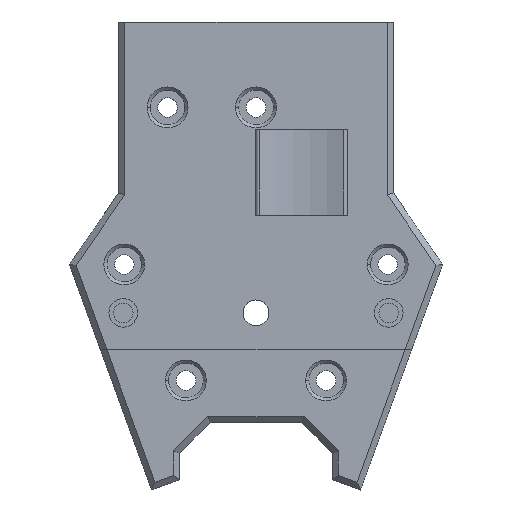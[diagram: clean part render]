
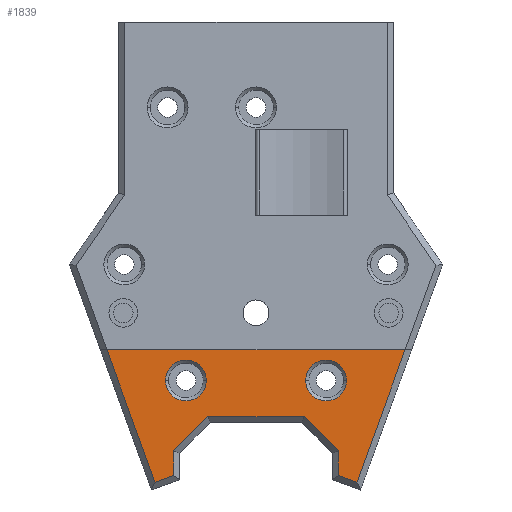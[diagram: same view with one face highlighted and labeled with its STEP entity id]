
A CAD part, top view. The second image highlights one B-rep face of the part: STEP entity #1839.
In plain terms, the highlighted planar face has unit normal (0, 0, 1).
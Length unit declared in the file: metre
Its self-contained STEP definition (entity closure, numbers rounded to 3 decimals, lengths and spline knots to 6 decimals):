
#31=PLANE('',#2015);
#157=LINE('',#2917,#320);
#160=LINE('',#2923,#323);
#164=LINE('',#2932,#327);
#167=LINE('',#2938,#330);
#170=LINE('',#2944,#333);
#171=LINE('',#2946,#334);
#175=LINE('',#2953,#338);
#206=LINE('',#3026,#369);
#207=LINE('',#3028,#370);
#208=LINE('',#3030,#371);
#320=VECTOR('',#2325,1.);
#323=VECTOR('',#2330,1.);
#327=VECTOR('',#2336,1.);
#330=VECTOR('',#2341,1.);
#333=VECTOR('',#2346,1.);
#334=VECTOR('',#2349,1.);
#338=VECTOR('',#2355,1.);
#369=VECTOR('',#2430,1.);
#370=VECTOR('',#2431,1.);
#371=VECTOR('',#2432,1.);
#654=ORIENTED_EDGE('',*,*,#1079,.F.);
#655=ORIENTED_EDGE('',*,*,#1038,.F.);
#656=ORIENTED_EDGE('',*,*,#1078,.T.);
#657=ORIENTED_EDGE('',*,*,#1074,.T.);
#658=ORIENTED_EDGE('',*,*,#1073,.T.);
#659=ORIENTED_EDGE('',*,*,#1070,.T.);
#660=ORIENTED_EDGE('',*,*,#1067,.T.);
#661=ORIENTED_EDGE('',*,*,#1117,.T.);
#662=ORIENTED_EDGE('',*,*,#1118,.F.);
#663=ORIENTED_EDGE('',*,*,#1119,.T.);
#664=ORIENTED_EDGE('',*,*,#1063,.T.);
#665=ORIENTED_EDGE('',*,*,#1060,.T.);
#666=ORIENTED_EDGE('',*,*,#1056,.F.);
#667=ORIENTED_EDGE('',*,*,#1042,.F.);
#1038=EDGE_CURVE('',#1299,#1300,#1434,.T.);
#1042=EDGE_CURVE('',#1303,#1304,#1436,.T.);
#1056=EDGE_CURVE('',#1304,#1303,#1445,.T.);
#1060=EDGE_CURVE('',#1309,#1312,#157,.T.);
#1063=EDGE_CURVE('',#1314,#1309,#160,.T.);
#1067=EDGE_CURVE('',#1316,#1318,#164,.T.);
#1070=EDGE_CURVE('',#1320,#1316,#167,.T.);
#1073=EDGE_CURVE('',#1321,#1320,#170,.T.);
#1074=EDGE_CURVE('',#1323,#1321,#171,.T.);
#1078=EDGE_CURVE('',#1312,#1323,#175,.T.);
#1079=EDGE_CURVE('',#1300,#1299,#1446,.T.);
#1117=EDGE_CURVE('',#1318,#1345,#206,.T.);
#1118=EDGE_CURVE('',#1346,#1345,#207,.T.);
#1119=EDGE_CURVE('',#1346,#1314,#208,.T.);
#1299=VERTEX_POINT('',#2872);
#1300=VERTEX_POINT('',#2874);
#1303=VERTEX_POINT('',#2881);
#1304=VERTEX_POINT('',#2883);
#1309=VERTEX_POINT('',#2911);
#1312=VERTEX_POINT('',#2916);
#1314=VERTEX_POINT('',#2921);
#1316=VERTEX_POINT('',#2927);
#1318=VERTEX_POINT('',#2931);
#1320=VERTEX_POINT('',#2936);
#1321=VERTEX_POINT('',#2941);
#1323=VERTEX_POINT('',#2947);
#1345=VERTEX_POINT('',#3027);
#1346=VERTEX_POINT('',#3029);
#1434=CIRCLE('',#1967,0.00335);
#1436=CIRCLE('',#1970,0.00335);
#1445=CIRCLE('',#1986,0.00335);
#1446=CIRCLE('',#1995,0.00335);
#1558=EDGE_LOOP('',(#654,#655));
#1559=EDGE_LOOP('',(#656,#657,#658,#659,#660,#661,#662,#663,#664,#665));
#1560=EDGE_LOOP('',(#666,#667));
#1697=FACE_BOUND('',#1558,.T.);
#1698=FACE_BOUND('',#1559,.T.);
#1699=FACE_BOUND('',#1560,.T.);
#1839=ADVANCED_FACE('',(#1697,#1698,#1699),#31,.T.);
#1967=AXIS2_PLACEMENT_3D('',#2873,#2273,#2274);
#1970=AXIS2_PLACEMENT_3D('',#2882,#2281,#2282);
#1986=AXIS2_PLACEMENT_3D('',#2908,#2318,#2319);
#1995=AXIS2_PLACEMENT_3D('',#2955,#2358,#2359);
#2015=AXIS2_PLACEMENT_3D('',#3025,#2428,#2429);
#2273=DIRECTION('',(0.,0.,1.));
#2274=DIRECTION('',(1.,0.,0.));
#2281=DIRECTION('',(0.,0.,1.));
#2282=DIRECTION('',(1.,0.,0.));
#2318=DIRECTION('',(0.,0.,1.));
#2319=DIRECTION('',(1.,0.,0.));
#2325=DIRECTION('',(0.,1.,0.));
#2330=DIRECTION('',(0.94,0.342,0.));
#2336=DIRECTION('',(0.94,-0.342,0.));
#2341=DIRECTION('',(0.,-1.,0.));
#2346=DIRECTION('',(0.707,-0.707,0.));
#2349=DIRECTION('',(1.,0.,0.));
#2355=DIRECTION('',(0.707,0.707,0.));
#2358=DIRECTION('',(0.,0.,1.));
#2359=DIRECTION('',(1.,0.,0.));
#2428=DIRECTION('',(0.,0.,1.));
#2429=DIRECTION('',(1.,0.,0.));
#2430=DIRECTION('',(0.342,0.94,0.));
#2431=DIRECTION('',(1.,0.,0.));
#2432=DIRECTION('',(0.342,-0.94,0.));
#2872=CARTESIAN_POINT('',(0.134841,0.138233,0.148238));
#2873=CARTESIAN_POINT('',(0.138191,0.138233,0.148238));
#2874=CARTESIAN_POINT('',(0.141541,0.138233,0.148238));
#2881=CARTESIAN_POINT('',(0.111854,0.138233,0.148238));
#2882=CARTESIAN_POINT('',(0.115204,0.138233,0.148238));
#2883=CARTESIAN_POINT('',(0.118554,0.138233,0.148238));
#2908=CARTESIAN_POINT('',(0.115204,0.138233,0.148238));
#2911=CARTESIAN_POINT('',(0.113197,0.122678,0.148238));
#2916=CARTESIAN_POINT('',(0.113197,0.126725,0.148238));
#2917=CARTESIAN_POINT('',(0.113197,0.126311,0.148238));
#2921=CARTESIAN_POINT('',(0.110153,0.12157,0.148238));
#2923=CARTESIAN_POINT('',(0.136672,0.131222,0.148238));
#2927=CARTESIAN_POINT('',(0.140197,0.122678,0.148238));
#2931=CARTESIAN_POINT('',(0.143242,0.12157,0.148238));
#2932=CARTESIAN_POINT('',(0.116723,0.131222,0.148238));
#2936=CARTESIAN_POINT('',(0.140197,0.126725,0.148238));
#2938=CARTESIAN_POINT('',(0.140197,0.158627,0.148238));
#2941=CARTESIAN_POINT('',(0.134611,0.132311,0.148238));
#2944=CARTESIAN_POINT('',(0.117497,0.149426,0.148238));
#2946=CARTESIAN_POINT('',(0.126457,0.132311,0.148238));
#2947=CARTESIAN_POINT('',(0.118783,0.132311,0.148238));
#2953=CARTESIAN_POINT('',(0.117797,0.131325,0.148238));
#2955=CARTESIAN_POINT('',(0.138191,0.138233,0.148238));
#3025=CARTESIAN_POINT('',(0.126697,0.158627,0.148238));
#3026=CARTESIAN_POINT('',(0.153216,0.148974,0.148238));
#3027=CARTESIAN_POINT('',(0.151127,0.143233,0.148238));
#3028=CARTESIAN_POINT('',(0.126697,0.143233,0.148238));
#3029=CARTESIAN_POINT('',(0.102268,0.143233,0.148238));
#3030=CARTESIAN_POINT('',(0.100178,0.148974,0.148238));
